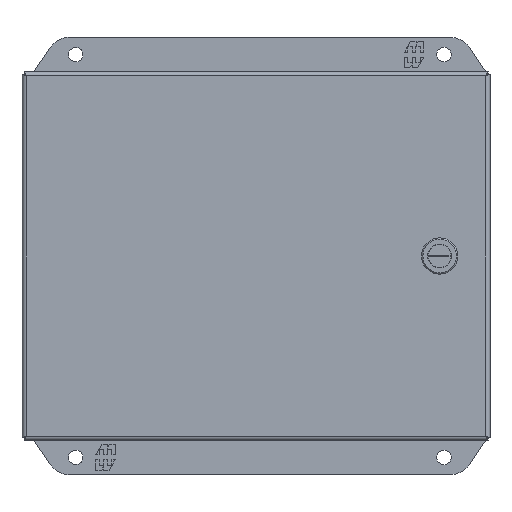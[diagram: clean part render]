
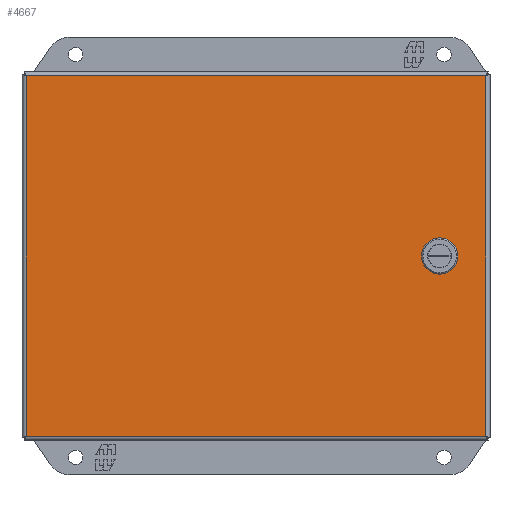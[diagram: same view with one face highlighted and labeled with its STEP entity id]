
A CAD part, front view. The second image highlights one B-rep face of the part: STEP entity #4667.
In plain terms, the highlighted planar face has unit normal (0, -1, 0).
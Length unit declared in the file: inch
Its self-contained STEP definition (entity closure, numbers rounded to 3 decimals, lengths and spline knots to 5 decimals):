
#56 = DIRECTION ( 'NONE',  ( 1., 0., 0. ) ) ;
#341 = LINE ( 'NONE', #20272, #9699 ) ;
#662 = ORIENTED_EDGE ( 'NONE', *, *, #18467, .F. ) ;
#1173 = DIRECTION ( 'NONE',  ( -1., 0., 0. ) ) ;
#1833 = CARTESIAN_POINT ( 'NONE',  ( 3.83109, -4.61133, 0.331 ) ) ;
#1993 = DIRECTION ( 'NONE',  ( -0.707, 0., 0.707 ) ) ;
#2027 = CARTESIAN_POINT ( 'NONE',  ( 4.23768, -4.61133, 0.07559 ) ) ;
#2470 = VERTEX_POINT ( 'NONE', #16207 ) ;
#2633 = VECTOR ( 'NONE', #56, 39.37008 ) ;
#2984 = CARTESIAN_POINT ( 'NONE',  ( 3.83109, -4.61133, -0.331 ) ) ;
#3334 = LINE ( 'NONE', #3766, #21195 ) ;
#3500 = CARTESIAN_POINT ( 'NONE',  ( 4.23768, -4.61133, -0.07559 ) ) ;
#3510 = VERTEX_POINT ( 'NONE', #6760 ) ;
#3766 = CARTESIAN_POINT ( 'NONE',  ( 3.57568, -4.61133, 0.07559 ) ) ;
#4032 = AXIS2_PLACEMENT_3D ( 'NONE', #5605, #4068, #12703 ) ;
#4068 = DIRECTION ( 'NONE',  ( 0., -1., 0. ) ) ;
#4270 = CARTESIAN_POINT ( 'NONE',  ( 3.83109, -4.61133, 0.331 ) ) ;
#4344 = CARTESIAN_POINT ( 'NONE',  ( 3.98226, -4.61133, -0.331 ) ) ;
#4352 = LINE ( 'NONE', #7756, #18564 ) ;
#4667 = ADVANCED_FACE ( 'NONE', ( #20922, #5917 ), #21028, .T. ) ;
#5368 = ORIENTED_EDGE ( 'NONE', *, *, #20338, .T. ) ;
#5373 = CARTESIAN_POINT ( 'NONE',  ( 3.98226, -4.61133, 0.331 ) ) ;
#5550 = ORIENTED_EDGE ( 'NONE', *, *, #18808, .F. ) ;
#5605 = CARTESIAN_POINT ( 'NONE',  ( -5.07332, -4.61133, -3.914 ) ) ;
#5640 = ORIENTED_EDGE ( 'NONE', *, *, #9579, .T. ) ;
#5823 = CARTESIAN_POINT ( 'NONE',  ( -5.07332, -4.61133, 3.914 ) ) ;
#5917 = FACE_OUTER_BOUND ( 'NONE', #18339, .T. ) ;
#6131 = DIRECTION ( 'NONE',  ( 0., 0., -1. ) ) ;
#6760 = CARTESIAN_POINT ( 'NONE',  ( 3.57568, -4.61133, -0.07559 ) ) ;
#7265 = VERTEX_POINT ( 'NONE', #16404 ) ;
#7652 = VECTOR ( 'NONE', #1173, 39.37008 ) ;
#7749 = LINE ( 'NONE', #4344, #16029 ) ;
#7756 = CARTESIAN_POINT ( 'NONE',  ( 4.91268, -4.61133, -3.914 ) ) ;
#7828 = VECTOR ( 'NONE', #8506, 39.37008 ) ;
#7853 = EDGE_CURVE ( 'NONE', #8312, #2470, #3334, .T. ) ;
#8040 = VERTEX_POINT ( 'NONE', #14802 ) ;
#8312 = VERTEX_POINT ( 'NONE', #4270 ) ;
#8506 = DIRECTION ( 'NONE',  ( -1., 0., 0. ) ) ;
#8691 = DIRECTION ( 'NONE',  ( -0.707, 0., -0.707 ) ) ;
#8951 = LINE ( 'NONE', #15302, #11151 ) ;
#8993 = ORIENTED_EDGE ( 'NONE', *, *, #15028, .F. ) ;
#9579 = EDGE_CURVE ( 'NONE', #8040, #14806, #14748, .T. ) ;
#9699 = VECTOR ( 'NONE', #13371, 39.37008 ) ;
#10160 = LINE ( 'NONE', #1833, #7828 ) ;
#10264 = DIRECTION ( 'NONE',  ( 0., 0., -1. ) ) ;
#10329 = EDGE_CURVE ( 'NONE', #2470, #3510, #8951, .T. ) ;
#10484 = ORIENTED_EDGE ( 'NONE', *, *, #17639, .F. ) ;
#10846 = EDGE_CURVE ( 'NONE', #14806, #19443, #21250, .T. ) ;
#11151 = VECTOR ( 'NONE', #10264, 39.37008 ) ;
#11225 = VECTOR ( 'NONE', #12335, 39.37008 ) ;
#11372 = LINE ( 'NONE', #3500, #17161 ) ;
#11454 = CARTESIAN_POINT ( 'NONE',  ( -5.07332, -4.61133, 3.914 ) ) ;
#11590 = CARTESIAN_POINT ( 'NONE',  ( 3.98226, -4.61133, 0.331 ) ) ;
#11810 = DIRECTION ( 'NONE',  ( 0.707, 0., 0.707 ) ) ;
#11946 = LINE ( 'NONE', #5373, #18293 ) ;
#12335 = DIRECTION ( 'NONE',  ( 0.707, 0., -0.707 ) ) ;
#12410 = CARTESIAN_POINT ( 'NONE',  ( -5.07332, -4.61133, -3.914 ) ) ;
#12425 = ORIENTED_EDGE ( 'NONE', *, *, #12685, .F. ) ;
#12685 = EDGE_CURVE ( 'NONE', #18382, #17219, #7749, .T. ) ;
#12703 = DIRECTION ( 'NONE',  ( 0., 0., -1. ) ) ;
#12706 = CARTESIAN_POINT ( 'NONE',  ( -5.07332, -4.61133, -3.914 ) ) ;
#13028 = CARTESIAN_POINT ( 'NONE',  ( 4.23768, -4.61133, -0.07559 ) ) ;
#13371 = DIRECTION ( 'NONE',  ( 0., 0., 1. ) ) ;
#13754 = LINE ( 'NONE', #20441, #11225 ) ;
#14422 = DIRECTION ( 'NONE',  ( 1., 0., 0. ) ) ;
#14748 = LINE ( 'NONE', #11454, #7652 ) ;
#14802 = CARTESIAN_POINT ( 'NONE',  ( 4.91268, -4.61133, 3.914 ) ) ;
#14806 = VERTEX_POINT ( 'NONE', #5823 ) ;
#15028 = EDGE_CURVE ( 'NONE', #21249, #19357, #341, .T. ) ;
#15302 = CARTESIAN_POINT ( 'NONE',  ( 3.57568, -4.61133, -0.07559 ) ) ;
#15812 = ORIENTED_EDGE ( 'NONE', *, *, #7853, .F. ) ;
#15977 = DIRECTION ( 'NONE',  ( 0., 0., 1. ) ) ;
#16029 = VECTOR ( 'NONE', #14422, 39.37008 ) ;
#16097 = EDGE_CURVE ( 'NONE', #17219, #21249, #11372, .T. ) ;
#16152 = VERTEX_POINT ( 'NONE', #11590 ) ;
#16207 = CARTESIAN_POINT ( 'NONE',  ( 3.57568, -4.61133, 0.07559 ) ) ;
#16404 = CARTESIAN_POINT ( 'NONE',  ( 4.91268, -4.61133, -3.914 ) ) ;
#16493 = ORIENTED_EDGE ( 'NONE', *, *, #17292, .T. ) ;
#17086 = CARTESIAN_POINT ( 'NONE',  ( 3.98226, -4.61133, -0.331 ) ) ;
#17161 = VECTOR ( 'NONE', #11810, 39.37008 ) ;
#17219 = VERTEX_POINT ( 'NONE', #17086 ) ;
#17246 = ORIENTED_EDGE ( 'NONE', *, *, #10329, .F. ) ;
#17292 = EDGE_CURVE ( 'NONE', #7265, #8040, #4352, .T. ) ;
#17639 = EDGE_CURVE ( 'NONE', #3510, #18382, #13754, .T. ) ;
#17903 = ORIENTED_EDGE ( 'NONE', *, *, #10846, .T. ) ;
#18293 = VECTOR ( 'NONE', #1993, 39.37008 ) ;
#18339 = EDGE_LOOP ( 'NONE', ( #16493, #5640, #17903, #5368 ) ) ;
#18382 = VERTEX_POINT ( 'NONE', #2984 ) ;
#18467 = EDGE_CURVE ( 'NONE', #19357, #16152, #11946, .T. ) ;
#18564 = VECTOR ( 'NONE', #15977, 39.37008 ) ;
#18647 = EDGE_LOOP ( 'NONE', ( #12425, #10484, #17246, #15812, #5550, #662, #8993, #18996 ) ) ;
#18808 = EDGE_CURVE ( 'NONE', #16152, #8312, #10160, .T. ) ;
#18996 = ORIENTED_EDGE ( 'NONE', *, *, #16097, .F. ) ;
#19357 = VERTEX_POINT ( 'NONE', #2027 ) ;
#19443 = VERTEX_POINT ( 'NONE', #12410 ) ;
#19778 = LINE ( 'NONE', #19994, #2633 ) ;
#19994 = CARTESIAN_POINT ( 'NONE',  ( -5.07332, -4.61133, -3.914 ) ) ;
#20208 = VECTOR ( 'NONE', #6131, 39.37008 ) ;
#20272 = CARTESIAN_POINT ( 'NONE',  ( 4.23768, -4.61133, 0.07559 ) ) ;
#20338 = EDGE_CURVE ( 'NONE', #19443, #7265, #19778, .T. ) ;
#20441 = CARTESIAN_POINT ( 'NONE',  ( 3.83109, -4.61133, -0.331 ) ) ;
#20922 = FACE_BOUND ( 'NONE', #18647, .T. ) ;
#21028 = PLANE ( 'NONE',  #4032 ) ;
#21195 = VECTOR ( 'NONE', #8691, 39.37008 ) ;
#21249 = VERTEX_POINT ( 'NONE', #13028 ) ;
#21250 = LINE ( 'NONE', #12706, #20208 ) ;
